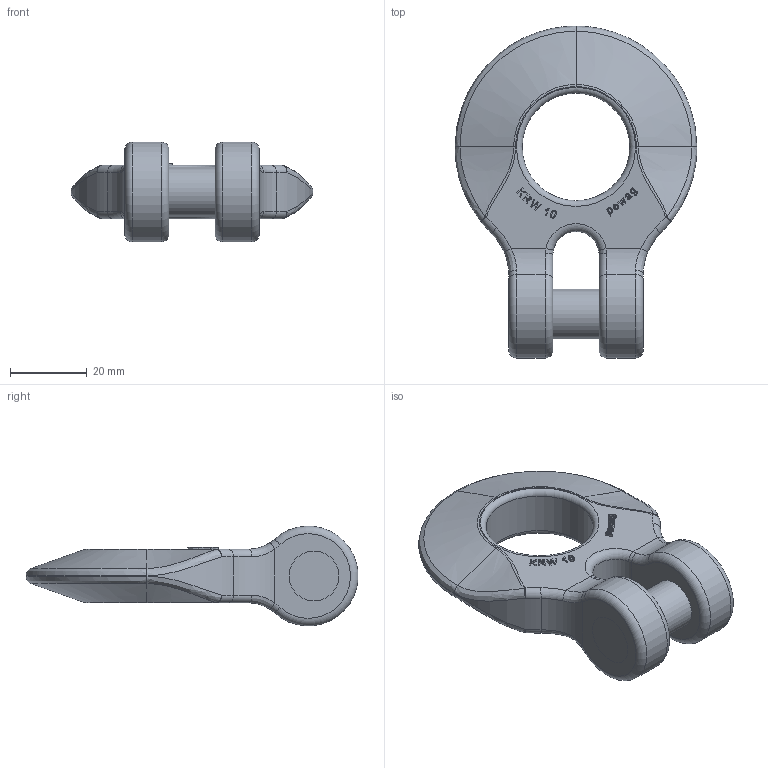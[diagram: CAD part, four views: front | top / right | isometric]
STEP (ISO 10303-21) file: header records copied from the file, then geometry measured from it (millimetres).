
FILE_DESCRIPTION(/* description */ (''),/* implementation_level */ '2;1');
FILE_NAME(/* name */ 'pewag_KRW_Kundenmodell',/* time_stamp */ '2010-02-01T15:24:04+01:00',/* author */ (''),/* organization */ (''),/* preprocessor_version */ 'ST-DEVELOPER v9',/* originating_system */ 'UGS - NX 4.0',/* authorisation */ '');
FILE_SCHEMA (('AUTOMOTIVE_DESIGN { 1 0 10303 214 1 1 1 1 }'));
Length unit declared in the file: millimetre
Products named in the file (1): ritFF9F5g49
Bounding box: 63 x 86.45 x 25.96 mm (x, y, z)
Volume: 38810.8 mm3; surface area: 12887.3 mm2
Topology: 2 solids, 2 shells, 259 faces, 663 edges, 424 vertices
Faces by surface type: plane 94, extrusion 87, bspline 40, torus 24, cylinder 14
Full cylindrical faces by diameter (mm): 13 x3, 28 x1
Entity records: 9732 total; most frequent: CARTESIAN_POINT 4158, ORIENTED_EDGE 1314, DIRECTION 782, EDGE_CURVE 657, VERTEX_POINT 424, B_SPLINE_CURVE_WITH_KNOTS 409, VECTOR 328, EDGE_LOOP 287
